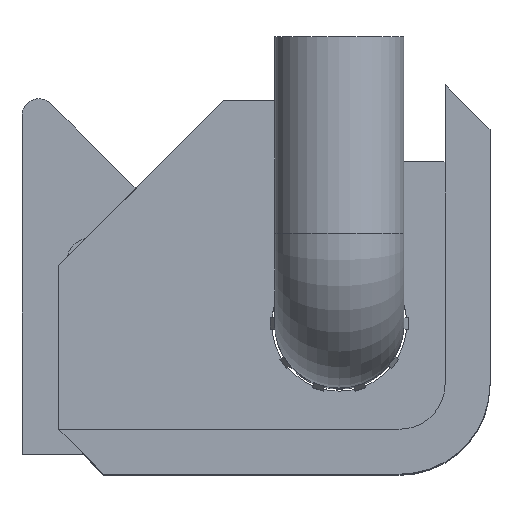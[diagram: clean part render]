
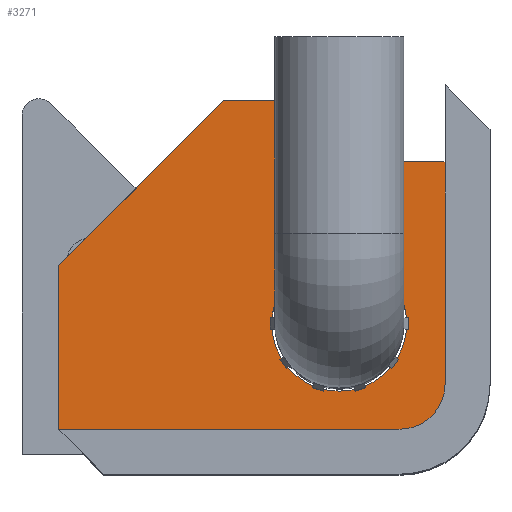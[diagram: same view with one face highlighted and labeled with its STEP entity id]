
A CAD part, top view. The second image highlights one B-rep face of the part: STEP entity #3271.
In plain terms, the highlighted planar face has unit normal (0, 0, 1).
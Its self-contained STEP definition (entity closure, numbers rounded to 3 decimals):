
#84=FACE_BOUND('',#493,.T.);
#128=PLANE('',#3559);
#298=FACE_OUTER_BOUND('',#492,.T.);
#492=EDGE_LOOP('',(#2428,#2429,#2430,#2431,#2432,#2433,#2434,#2435,#2436));
#493=EDGE_LOOP('',(#2437));
#694=LINE('',#4759,#1082);
#727=LINE('',#4837,#1115);
#749=LINE('',#4884,#1137);
#751=LINE('',#4888,#1139);
#752=LINE('',#4890,#1140);
#753=LINE('',#4892,#1141);
#754=LINE('',#4894,#1142);
#755=LINE('',#4895,#1143);
#1082=VECTOR('',#3823,10.);
#1115=VECTOR('',#3888,10.);
#1137=VECTOR('',#3934,10.);
#1139=VECTOR('',#3938,10.);
#1140=VECTOR('',#3939,10.);
#1141=VECTOR('',#3940,10.);
#1142=VECTOR('',#3941,10.);
#1143=VECTOR('',#3942,10.);
#1463=CIRCLE('',#3528,2.);
#1466=CIRCLE('',#3533,3.);
#1520=VERTEX_POINT('',#4746);
#1521=VERTEX_POINT('',#4747);
#1525=VERTEX_POINT('',#4757);
#1529=VERTEX_POINT('',#4768);
#1553=VERTEX_POINT('',#4834);
#1554=VERTEX_POINT('',#4836);
#1568=VERTEX_POINT('',#4887);
#1569=VERTEX_POINT('',#4889);
#1570=VERTEX_POINT('',#4891);
#1571=VERTEX_POINT('',#4893);
#1842=EDGE_CURVE('',#1520,#1521,#1463,.T.);
#1848=EDGE_CURVE('',#1525,#1521,#694,.T.);
#1854=EDGE_CURVE('',#1529,#1529,#1466,.T.);
#1887=EDGE_CURVE('',#1553,#1554,#727,.T.);
#1911=EDGE_CURVE('',#1520,#1553,#749,.T.);
#1913=EDGE_CURVE('',#1568,#1525,#751,.T.);
#1914=EDGE_CURVE('',#1569,#1568,#752,.T.);
#1915=EDGE_CURVE('',#1570,#1569,#753,.T.);
#1916=EDGE_CURVE('',#1571,#1570,#754,.T.);
#1917=EDGE_CURVE('',#1554,#1571,#755,.T.);
#2428=ORIENTED_EDGE('',*,*,#1842,.T.);
#2429=ORIENTED_EDGE('',*,*,#1848,.F.);
#2430=ORIENTED_EDGE('',*,*,#1913,.F.);
#2431=ORIENTED_EDGE('',*,*,#1914,.F.);
#2432=ORIENTED_EDGE('',*,*,#1915,.F.);
#2433=ORIENTED_EDGE('',*,*,#1916,.F.);
#2434=ORIENTED_EDGE('',*,*,#1917,.F.);
#2435=ORIENTED_EDGE('',*,*,#1887,.F.);
#2436=ORIENTED_EDGE('',*,*,#1911,.F.);
#2437=ORIENTED_EDGE('',*,*,#1854,.T.);
#3271=ADVANCED_FACE('',(#298,#84),#128,.F.);
#3528=AXIS2_PLACEMENT_3D('',#4748,#3813,#3814);
#3533=AXIS2_PLACEMENT_3D('',#4770,#3832,#3833);
#3559=AXIS2_PLACEMENT_3D('',#4886,#3936,#3937);
#3813=DIRECTION('center_axis',(0.,0.,1.));
#3814=DIRECTION('ref_axis',(0.707,-0.707,0.));
#3823=DIRECTION('',(0.,-1.,0.));
#3832=DIRECTION('center_axis',(0.,0.,-1.));
#3833=DIRECTION('ref_axis',(1.,0.,0.));
#3888=DIRECTION('',(0.,1.,0.));
#3934=DIRECTION('',(-1.,0.,0.));
#3936=DIRECTION('center_axis',(0.,0.,-1.));
#3937=DIRECTION('ref_axis',(-1.,0.,0.));
#3938=DIRECTION('',(1.,0.,0.));
#3939=DIRECTION('',(0.,-1.,0.));
#3940=DIRECTION('',(0.987,0.162,0.));
#3941=DIRECTION('',(1.,0.,0.));
#3942=DIRECTION('',(0.707,0.707,0.));
#4746=CARTESIAN_POINT('',(-4.,2.,9.3));
#4747=CARTESIAN_POINT('',(-2.,4.,9.3));
#4748=CARTESIAN_POINT('Origin',(-4.,4.,9.3));
#4757=CARTESIAN_POINT('',(-2.,13.9,9.3));
#4759=CARTESIAN_POINT('',(-2.,2.,9.3));
#4768=CARTESIAN_POINT('',(-9.7,6.7,9.3));
#4770=CARTESIAN_POINT('Origin',(-6.7,6.7,9.3));
#4834=CARTESIAN_POINT('',(-19.16,2.,9.3));
#4836=CARTESIAN_POINT('',(-19.16,9.3,9.3));
#4837=CARTESIAN_POINT('',(-19.16,9.475,9.3));
#4884=CARTESIAN_POINT('',(-19.16,2.,9.3));
#4886=CARTESIAN_POINT('Origin',(-10.58,9.65,9.3));
#4887=CARTESIAN_POINT('',(-4.4,13.9,9.3));
#4888=CARTESIAN_POINT('',(-6.29,13.9,9.3));
#4889=CARTESIAN_POINT('',(-4.4,17.3,9.3));
#4890=CARTESIAN_POINT('',(-4.4,11.775,9.3));
#4891=CARTESIAN_POINT('',(-8.66,16.6,9.3));
#4892=CARTESIAN_POINT('',(-8.021,16.705,9.3));
#4893=CARTESIAN_POINT('',(-11.86,16.6,9.3));
#4894=CARTESIAN_POINT('',(-9.62,16.6,9.3));
#4895=CARTESIAN_POINT('',(-13.278,15.183,9.3));
